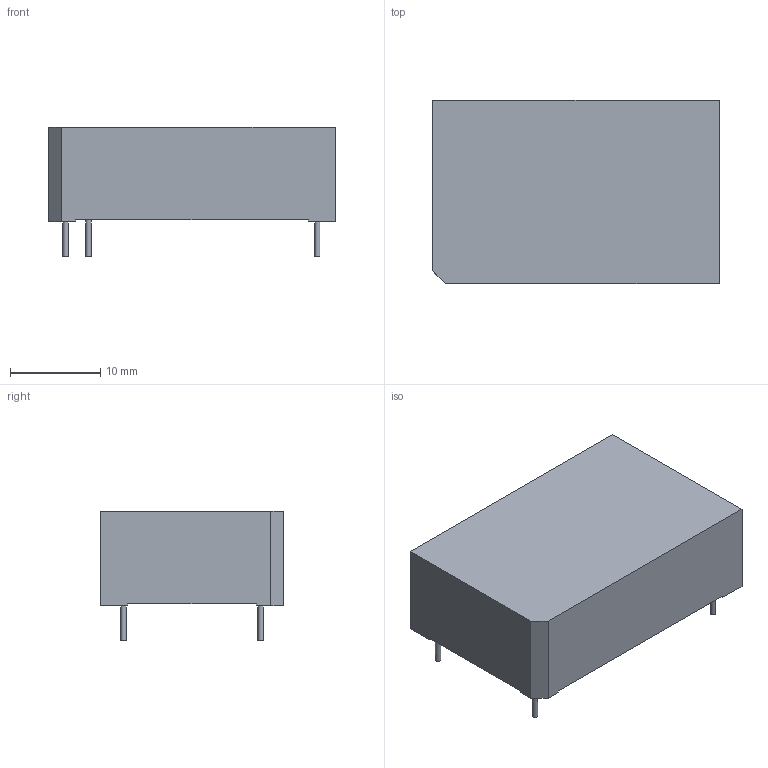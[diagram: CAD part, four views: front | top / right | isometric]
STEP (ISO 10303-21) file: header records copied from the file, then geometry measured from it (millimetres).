
FILE_DESCRIPTION((' '),'2;1');
FILE_NAME( 'THB3-S.stp', '2022-09-04T12:21:43', (' '), ('--- Datakit www.datakit.com---'), ' Datakit CrossCadWare V2022.3 Jun 15 2022', 'DATAKIT 2022 (c)', ' ');
FILE_SCHEMA(('AP242_MANAGED_MODEL_BASED_3D_ENGINEERING_MIM_LF { 1 0 10303 442 1 1 4 }'));
Length unit declared in the file: millimetre
Products named in the file (1): THB3-S
Bounding box: 31.8 x 20.3 x 14.4 mm (x, y, z)
Volume: 6647.3 mm3; surface area: 2401.9 mm2
Topology: 1 solids, 1 shells, 38 faces, 93 edges, 62 vertices
Faces by surface type: plane 33, cylinder 5
Full cylindrical faces by diameter (mm): 0.6 x5
Entity records: 1155 total; most frequent: CARTESIAN_POINT 189, DIRECTION 176, ORIENTED_EDGE 176, EDGE_CURVE 88, VECTOR 78, LINE 78, VERTEX_POINT 62, AXIS2_PLACEMENT_3D 49
